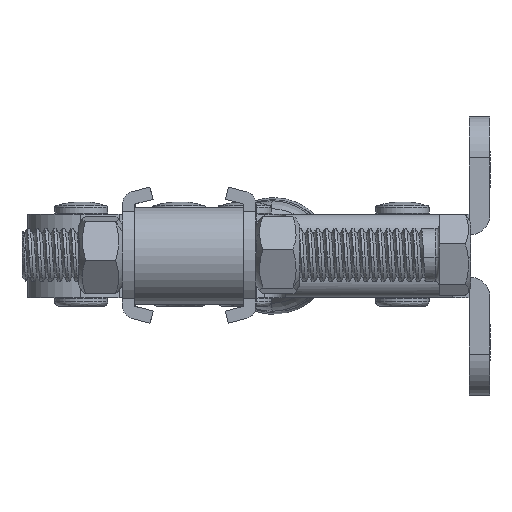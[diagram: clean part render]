
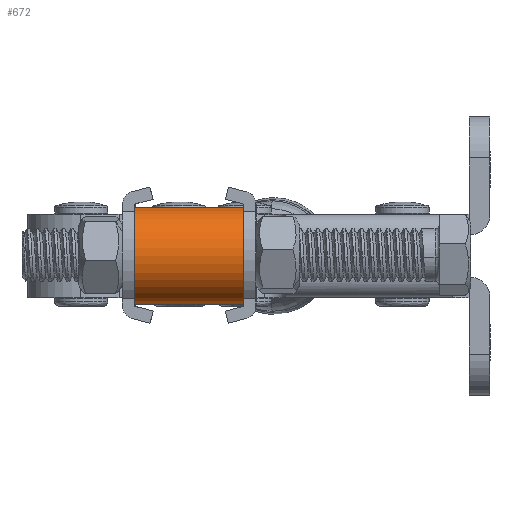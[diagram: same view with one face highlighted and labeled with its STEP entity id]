
A CAD part, left-side view. The second image highlights one B-rep face of the part: STEP entity #672.
In plain terms, the highlighted cylindrical face has radius 11.6 mm (diameter 23.2 mm), a partial arc.
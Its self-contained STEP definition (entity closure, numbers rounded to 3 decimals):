
#450 = CIRCLE ( 'NONE', #5770, 11.6 ) ;
#668 = LINE ( 'NONE', #46489, #31741 ) ;
#672 = ADVANCED_FACE ( 'NONE', ( #12270 ), #42131, .T. ) ;
#3047 = CARTESIAN_POINT ( 'NONE',  ( -10863.569, 683.207, 11.6 ) ) ;
#4244 = DIRECTION ( 'NONE',  ( 0., -1., 0. ) ) ;
#5770 = AXIS2_PLACEMENT_3D ( 'NONE', #33782, #10485, #37717 ) ;
#7820 = DIRECTION ( 'NONE',  ( 0., -1., 0. ) ) ;
#8229 = ORIENTED_EDGE ( 'NONE', *, *, #38910, .F. ) ;
#10002 = EDGE_CURVE ( 'NONE', #44520, #13630, #27755, .T. ) ;
#10485 = DIRECTION ( 'NONE',  ( 0., -1., 0. ) ) ;
#12270 = FACE_OUTER_BOUND ( 'NONE', #41630, .T. ) ;
#13630 = VERTEX_POINT ( 'NONE', #21398 ) ;
#15165 = DIRECTION ( 'NONE',  ( 0., 1., 0. ) ) ;
#17381 = VECTOR ( 'NONE', #34365, 1000. ) ;
#19220 = VERTEX_POINT ( 'NONE', #21147 ) ;
#21147 = CARTESIAN_POINT ( 'NONE',  ( -10863.569, 709.207, 23.2 ) ) ;
#21398 = CARTESIAN_POINT ( 'NONE',  ( -10863.569, 683.207, 0. ) ) ;
#25445 = CIRCLE ( 'NONE', #39486, 11.6 ) ;
#27755 = LINE ( 'NONE', #45989, #17381 ) ;
#31607 = CARTESIAN_POINT ( 'NONE',  ( -10863.569, 709.207, 0. ) ) ;
#31741 = VECTOR ( 'NONE', #7820, 1000. ) ;
#32741 = EDGE_CURVE ( 'NONE', #13630, #42231, #25445, .T. ) ;
#33782 = CARTESIAN_POINT ( 'NONE',  ( -10863.569, 709.207, 11.6 ) ) ;
#34365 = DIRECTION ( 'NONE',  ( 0., -1., 0. ) ) ;
#37717 = DIRECTION ( 'NONE',  ( 0., 0., -1. ) ) ;
#38508 = CARTESIAN_POINT ( 'NONE',  ( -10863.569, 683.207, 11.6 ) ) ;
#38910 = EDGE_CURVE ( 'NONE', #19220, #42231, #668, .T. ) ;
#39486 = AXIS2_PLACEMENT_3D ( 'NONE', #38508, #15165, #42449 ) ;
#40799 = AXIS2_PLACEMENT_3D ( 'NONE', #3047, #4244, #41899 ) ;
#41630 = EDGE_LOOP ( 'NONE', ( #49969, #42770, #45786, #8229 ) ) ;
#41899 = DIRECTION ( 'NONE',  ( 0., 0., -1. ) ) ;
#42131 = CYLINDRICAL_SURFACE ( 'NONE', #40799, 11.6 ) ;
#42231 = VERTEX_POINT ( 'NONE', #44399 ) ;
#42449 = DIRECTION ( 'NONE',  ( -1., 0., 0. ) ) ;
#42770 = ORIENTED_EDGE ( 'NONE', *, *, #10002, .T. ) ;
#44399 = CARTESIAN_POINT ( 'NONE',  ( -10863.569, 683.207, 23.2 ) ) ;
#44520 = VERTEX_POINT ( 'NONE', #31607 ) ;
#45701 = EDGE_CURVE ( 'NONE', #19220, #44520, #450, .T. ) ;
#45786 = ORIENTED_EDGE ( 'NONE', *, *, #32741, .T. ) ;
#45989 = CARTESIAN_POINT ( 'NONE',  ( -10863.569, 0., 0. ) ) ;
#46489 = CARTESIAN_POINT ( 'NONE',  ( -10863.569, 683.207, 23.2 ) ) ;
#49969 = ORIENTED_EDGE ( 'NONE', *, *, #45701, .T. ) ;
